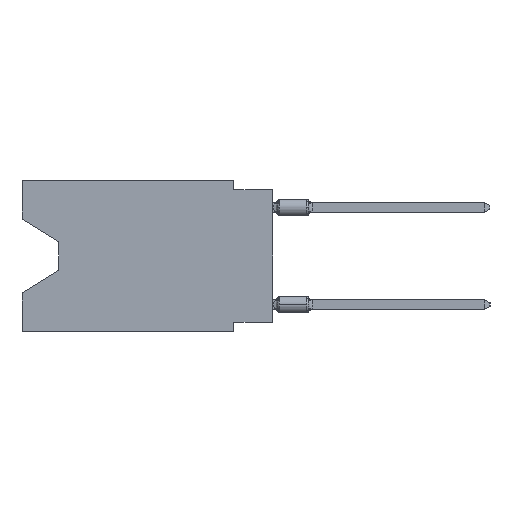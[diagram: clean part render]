
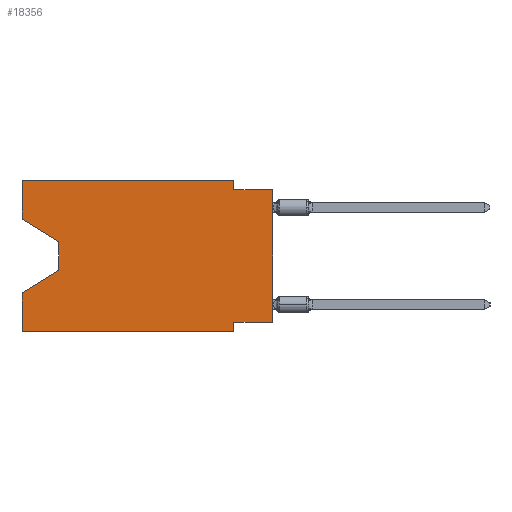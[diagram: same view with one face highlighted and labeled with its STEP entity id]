
A CAD part, left-side view. The second image highlights one B-rep face of the part: STEP entity #18356.
In plain terms, the highlighted planar face has unit normal (-1, 0, 0).
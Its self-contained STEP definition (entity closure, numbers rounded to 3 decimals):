
#550 = VECTOR ( 'NONE', #53545, 1000. ) ;
#1042 = DIRECTION ( 'NONE',  ( 0., 0., 1. ) ) ;
#1067 = VECTOR ( 'NONE', #9215, 1000. ) ;
#1815 = CARTESIAN_POINT ( 'NONE',  ( 0., 16.383, -9.906 ) ) ;
#2727 = VECTOR ( 'NONE', #43593, 1000. ) ;
#3805 = VERTEX_POINT ( 'NONE', #21849 ) ;
#5260 = DIRECTION ( 'NONE',  ( 0., 0., -1. ) ) ;
#6357 = DIRECTION ( 'NONE',  ( 0., -0.855, -0.519 ) ) ;
#6675 = CARTESIAN_POINT ( 'NONE',  ( 0., 2.54, -9.271 ) ) ;
#6748 = VECTOR ( 'NONE', #6357, 1000. ) ;
#6833 = ORIENTED_EDGE ( 'NONE', *, *, #13646, .F. ) ;
#7116 = VERTEX_POINT ( 'NONE', #50248 ) ;
#7174 = VERTEX_POINT ( 'NONE', #21517 ) ;
#7425 = LINE ( 'NONE', #15564, #20431 ) ;
#7525 = PLANE ( 'NONE',  #15186 ) ;
#7885 = EDGE_CURVE ( 'NONE', #45344, #36318, #45007, .T. ) ;
#8317 = FACE_OUTER_BOUND ( 'NONE', #48353, .T. ) ;
#9215 = DIRECTION ( 'NONE',  ( 0., 0., 1. ) ) ;
#9971 = EDGE_CURVE ( 'NONE', #30588, #23079, #45144, .T. ) ;
#10429 = CARTESIAN_POINT ( 'NONE',  ( 0., 16.383, -2.546 ) ) ;
#10499 = CARTESIAN_POINT ( 'NONE',  ( 0., 2.54, 0. ) ) ;
#10570 = EDGE_CURVE ( 'NONE', #7116, #45596, #42333, .T. ) ;
#12766 = LINE ( 'NONE', #46385, #1067 ) ;
#13646 = EDGE_CURVE ( 'NONE', #36117, #30588, #25994, .T. ) ;
#14134 = ORIENTED_EDGE ( 'NONE', *, *, #15796, .T. ) ;
#15186 = AXIS2_PLACEMENT_3D ( 'NONE', #33033, #48752, #39615 ) ;
#15300 = EDGE_CURVE ( 'NONE', #45344, #23079, #12766, .T. ) ;
#15564 = CARTESIAN_POINT ( 'NONE',  ( 0., 16.383, 0. ) ) ;
#15796 = EDGE_CURVE ( 'NONE', #52830, #42065, #26802, .T. ) ;
#16124 = CARTESIAN_POINT ( 'NONE',  ( 0., 0., -0.635 ) ) ;
#16357 = ORIENTED_EDGE ( 'NONE', *, *, #9971, .F. ) ;
#17075 = VECTOR ( 'NONE', #17382, 1000. ) ;
#17116 = CARTESIAN_POINT ( 'NONE',  ( 0., 13.97, -5.893 ) ) ;
#17382 = DIRECTION ( 'NONE',  ( 0., 0.855, -0.519 ) ) ;
#17915 = ORIENTED_EDGE ( 'NONE', *, *, #41936, .T. ) ;
#18356 = ADVANCED_FACE ( 'NONE', ( #8317 ), #7525, .F. ) ;
#18579 = LINE ( 'NONE', #10429, #6748 ) ;
#19360 = ORIENTED_EDGE ( 'NONE', *, *, #15300, .T. ) ;
#19385 = DIRECTION ( 'NONE',  ( 0., -1., 0. ) ) ;
#19786 = CARTESIAN_POINT ( 'NONE',  ( 0., 0., -9.271 ) ) ;
#20431 = VECTOR ( 'NONE', #19385, 1000. ) ;
#21305 = CARTESIAN_POINT ( 'NONE',  ( 0., 13.97, -4.013 ) ) ;
#21517 = CARTESIAN_POINT ( 'NONE',  ( 0., 13.97, -4.013 ) ) ;
#21594 = EDGE_CURVE ( 'NONE', #3805, #7174, #18579, .T. ) ;
#21849 = CARTESIAN_POINT ( 'NONE',  ( 0., 16.383, -2.546 ) ) ;
#22484 = LINE ( 'NONE', #35241, #33557 ) ;
#22494 = CARTESIAN_POINT ( 'NONE',  ( 0., 16.383, 0. ) ) ;
#22730 = DIRECTION ( 'NONE',  ( 0., 0., -1. ) ) ;
#23079 = VERTEX_POINT ( 'NONE', #48451 ) ;
#24349 = CARTESIAN_POINT ( 'NONE',  ( 0., 16.383, 0. ) ) ;
#24434 = ORIENTED_EDGE ( 'NONE', *, *, #21594, .T. ) ;
#25994 = LINE ( 'NONE', #10499, #26726 ) ;
#26531 = DIRECTION ( 'NONE',  ( 0., -1., 0. ) ) ;
#26726 = VECTOR ( 'NONE', #22730, 1000. ) ;
#26802 = LINE ( 'NONE', #1815, #52244 ) ;
#27038 = ORIENTED_EDGE ( 'NONE', *, *, #47686, .F. ) ;
#27069 = CARTESIAN_POINT ( 'NONE',  ( 0., 16.383, 0. ) ) ;
#27807 = CARTESIAN_POINT ( 'NONE',  ( 0., 16.383, -7.36 ) ) ;
#28129 = CARTESIAN_POINT ( 'NONE',  ( 0., 2.54, -9.906 ) ) ;
#28150 = LINE ( 'NONE', #27069, #2727 ) ;
#29060 = ORIENTED_EDGE ( 'NONE', *, *, #34547, .F. ) ;
#30588 = VERTEX_POINT ( 'NONE', #40139 ) ;
#31018 = ORIENTED_EDGE ( 'NONE', *, *, #31114, .F. ) ;
#31114 = EDGE_CURVE ( 'NONE', #3805, #31164, #28150, .T. ) ;
#31160 = DIRECTION ( 'NONE',  ( 0., 0., -1. ) ) ;
#31164 = VERTEX_POINT ( 'NONE', #24349 ) ;
#33033 = CARTESIAN_POINT ( 'NONE',  ( 0., 16.383, 0. ) ) ;
#33082 = DIRECTION ( 'NONE',  ( 0., 1., 0. ) ) ;
#33557 = VECTOR ( 'NONE', #31160, 1000. ) ;
#34547 = EDGE_CURVE ( 'NONE', #52830, #45596, #47695, .T. ) ;
#35241 = CARTESIAN_POINT ( 'NONE',  ( 0., 2.54, -9.906 ) ) ;
#36052 = ORIENTED_EDGE ( 'NONE', *, *, #10570, .T. ) ;
#36117 = VERTEX_POINT ( 'NONE', #38451 ) ;
#36318 = VERTEX_POINT ( 'NONE', #6675 ) ;
#37289 = ORIENTED_EDGE ( 'NONE', *, *, #44455, .F. ) ;
#38451 = CARTESIAN_POINT ( 'NONE',  ( 0., 2.54, 0. ) ) ;
#39615 = DIRECTION ( 'NONE',  ( 0., 0., -1. ) ) ;
#40139 = CARTESIAN_POINT ( 'NONE',  ( 0., 2.54, -0.635 ) ) ;
#41051 = CARTESIAN_POINT ( 'NONE',  ( 0., 16.383, -9.906 ) ) ;
#41667 = CARTESIAN_POINT ( 'NONE',  ( 0., 0., -9.271 ) ) ;
#41936 = EDGE_CURVE ( 'NONE', #7174, #7116, #42172, .T. ) ;
#41974 = VECTOR ( 'NONE', #1042, 1000. ) ;
#41979 = VECTOR ( 'NONE', #33082, 1000. ) ;
#42065 = VERTEX_POINT ( 'NONE', #28129 ) ;
#42172 = LINE ( 'NONE', #21305, #42728 ) ;
#42333 = LINE ( 'NONE', #17116, #17075 ) ;
#42728 = VECTOR ( 'NONE', #5260, 1000. ) ;
#43593 = DIRECTION ( 'NONE',  ( 0., 0., 1. ) ) ;
#44455 = EDGE_CURVE ( 'NONE', #31164, #36117, #7425, .T. ) ;
#45007 = LINE ( 'NONE', #19786, #41979 ) ;
#45144 = LINE ( 'NONE', #16124, #550 ) ;
#45344 = VERTEX_POINT ( 'NONE', #41667 ) ;
#45596 = VERTEX_POINT ( 'NONE', #27807 ) ;
#46385 = CARTESIAN_POINT ( 'NONE',  ( 0., 0., 0. ) ) ;
#47686 = EDGE_CURVE ( 'NONE', #36318, #42065, #22484, .T. ) ;
#47695 = LINE ( 'NONE', #22494, #41974 ) ;
#48353 = EDGE_LOOP ( 'NONE', ( #24434, #17915, #36052, #29060, #14134, #27038, #53110, #19360, #16357, #6833, #37289, #31018 ) ) ;
#48451 = CARTESIAN_POINT ( 'NONE',  ( 0., 0., -0.635 ) ) ;
#48752 = DIRECTION ( 'NONE',  ( 1., 0., 0. ) ) ;
#50248 = CARTESIAN_POINT ( 'NONE',  ( 0., 13.97, -5.893 ) ) ;
#52244 = VECTOR ( 'NONE', #26531, 1000. ) ;
#52830 = VERTEX_POINT ( 'NONE', #41051 ) ;
#53110 = ORIENTED_EDGE ( 'NONE', *, *, #7885, .F. ) ;
#53545 = DIRECTION ( 'NONE',  ( 0., -1., 0. ) ) ;
